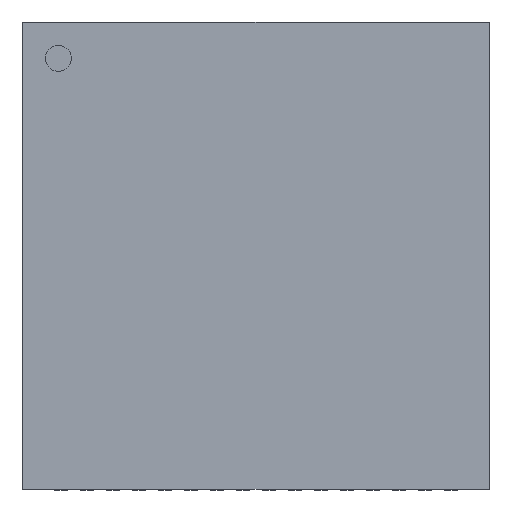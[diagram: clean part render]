
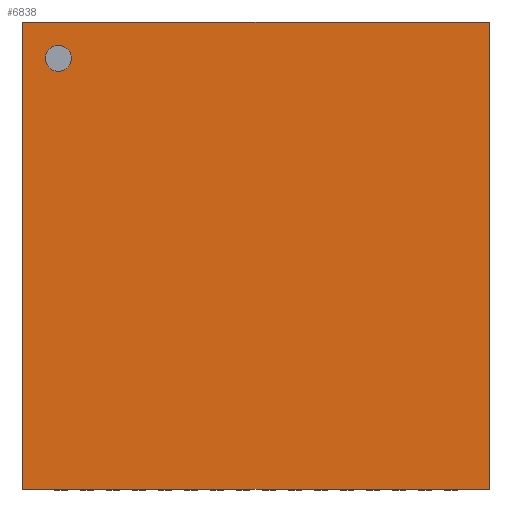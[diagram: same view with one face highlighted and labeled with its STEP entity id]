
A CAD part, top view. The second image highlights one B-rep face of the part: STEP entity #6838.
In plain terms, the highlighted planar face has unit normal (0, 0, 1).
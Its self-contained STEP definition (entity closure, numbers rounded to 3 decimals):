
#12=DIRECTION('',(0.,0.,1.));
#49=DIRECTION('',(0.,0.,-1.));
#152=VECTOR('',#153,1.);
#153=DIRECTION('',(1.,0.,0.));
#159=VECTOR('',#160,1.);
#160=DIRECTION('',(0.,-1.,0.));
#1681=VERTEX_POINT('',#1682);
#1682=CARTESIAN_POINT('',(-4.49,4.49,0.75));
#1684=ORIENTED_EDGE('',*,*,#1685,.T.);
#1685=EDGE_CURVE('',#1681,#1686,#1688,.T.);
#1686=VERTEX_POINT('',#1687);
#1687=CARTESIAN_POINT('',(-4.49,-4.49,0.75));
#1688=LINE('',#1682,#159);
#1968=ORIENTED_EDGE('',*,*,#1969,.F.);
#1969=EDGE_CURVE('',#1681,#1970,#1972,.T.);
#1970=VERTEX_POINT('',#1971);
#1971=CARTESIAN_POINT('',(4.49,4.49,0.75));
#1972=LINE('',#1682,#152);
#4243=EDGE_CURVE('',#1970,#4244,#4246,.T.);
#4244=VERTEX_POINT('',#4245);
#4245=CARTESIAN_POINT('',(4.49,-4.49,0.75));
#4246=LINE('',#1971,#159);
#4512=EDGE_CURVE('',#1686,#4244,#4513,.T.);
#4513=LINE('',#1687,#152);
#6838=ADVANCED_FACE('',(#6839,#6843),#6853,.T.);
#6839=FACE_BOUND('',#6840,.T.);
#6840=EDGE_LOOP('',(#1968,#1684,#6841,#6842));
#6841=ORIENTED_EDGE('',*,*,#4512,.T.);
#6842=ORIENTED_EDGE('',*,*,#4243,.F.);
#6843=FACE_BOUND('',#6844,.T.);
#6844=EDGE_LOOP('',(#6845));
#6845=ORIENTED_EDGE('',*,*,#6846,.T.);
#6846=EDGE_CURVE('',#6847,#6847,#6849,.T.);
#6847=VERTEX_POINT('',#6848);
#6848=CARTESIAN_POINT('',(-3.8,3.55,0.75));
#6849=CIRCLE('',#6850,0.25);
#6850=AXIS2_PLACEMENT_3D('',#6851,#49,#6852);
#6851=CARTESIAN_POINT('',(-3.8,3.8,0.75));
#6852=DIRECTION('',(0.,-1.,0.));
#6853=PLANE('',#6854);
#6854=AXIS2_PLACEMENT_3D('',#1682,#12,#160);
